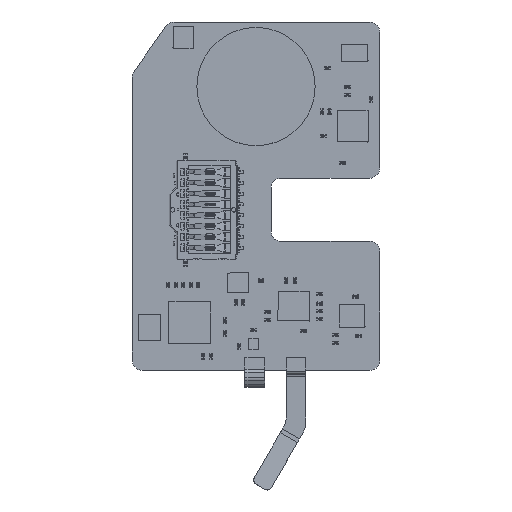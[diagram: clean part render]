
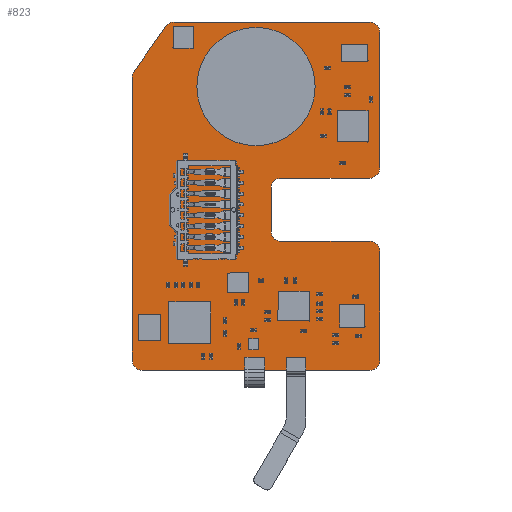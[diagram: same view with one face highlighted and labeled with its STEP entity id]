
A CAD part, top view. The second image highlights one B-rep face of the part: STEP entity #823.
In plain terms, the highlighted planar face has unit normal (0, 0, 1).
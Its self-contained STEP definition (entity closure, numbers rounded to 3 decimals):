
#196 = VERTEX_POINT('',#197);
#197 = CARTESIAN_POINT('',(17.335,16.757,0.611));
#203 = EDGE_CURVE('',#196,#204,#206,.T.);
#204 = VERTEX_POINT('',#205);
#205 = CARTESIAN_POINT('',(16.278,17.815,0.611));
#206 = CIRCLE('',#207,1.058);
#207 = AXIS2_PLACEMENT_3D('',#208,#209,#210);
#208 = CARTESIAN_POINT('',(17.336,17.815,0.611));
#209 = DIRECTION('',(0.,0.,-1.));
#210 = DIRECTION('',(-0.001,-1.,-0.));
#236 = EDGE_CURVE('',#204,#237,#239,.T.);
#237 = VERTEX_POINT('',#238);
#238 = CARTESIAN_POINT('',(16.278,46.52,0.611));
#239 = LINE('',#240,#241);
#240 = CARTESIAN_POINT('',(16.278,17.815,0.611));
#241 = VECTOR('',#242,1.);
#242 = DIRECTION('',(0.,1.,0.));
#267 = EDGE_CURVE('',#237,#268,#270,.T.);
#268 = VERTEX_POINT('',#269);
#269 = CARTESIAN_POINT('',(16.469,47.125,0.611));
#270 = CIRCLE('',#271,1.057);
#271 = AXIS2_PLACEMENT_3D('',#272,#273,#274);
#272 = CARTESIAN_POINT('',(17.335,46.519,0.611));
#273 = DIRECTION('',(0.,0.,-1.));
#274 = DIRECTION('',(-1.,0.001,0.));
#300 = EDGE_CURVE('',#268,#301,#303,.T.);
#301 = VERTEX_POINT('',#302);
#302 = CARTESIAN_POINT('',(19.658,51.679,0.611));
#303 = LINE('',#304,#305);
#304 = CARTESIAN_POINT('',(16.469,47.125,0.611));
#305 = VECTOR('',#306,1.);
#306 = DIRECTION('',(0.574,0.819,0.));
#331 = EDGE_CURVE('',#301,#332,#334,.T.);
#332 = VERTEX_POINT('',#333);
#333 = CARTESIAN_POINT('',(20.522,52.129,0.611));
#334 = CIRCLE('',#335,1.053);
#335 = AXIS2_PLACEMENT_3D('',#336,#337,#338);
#336 = CARTESIAN_POINT('',(20.521,51.076,0.611));
#337 = DIRECTION('',(0.,0.,-1.));
#338 = DIRECTION('',(-0.82,0.573,0.));
#364 = EDGE_CURVE('',#332,#365,#367,.T.);
#365 = VERTEX_POINT('',#366);
#366 = CARTESIAN_POINT('',(40.334,52.129,0.611));
#367 = LINE('',#368,#369);
#368 = CARTESIAN_POINT('',(20.522,52.129,0.611));
#369 = VECTOR('',#370,1.);
#370 = DIRECTION('',(1.,0.,0.));
#395 = EDGE_CURVE('',#365,#396,#398,.T.);
#396 = VERTEX_POINT('',#397);
#397 = CARTESIAN_POINT('',(41.39,51.073,0.611));
#398 = CIRCLE('',#399,1.055);
#399 = AXIS2_PLACEMENT_3D('',#400,#401,#402);
#400 = CARTESIAN_POINT('',(40.335,51.074,0.611));
#401 = DIRECTION('',(0.,0.,-1.));
#402 = DIRECTION('',(-0.001,1.,0.));
#428 = EDGE_CURVE('',#396,#429,#431,.T.);
#429 = VERTEX_POINT('',#430);
#430 = CARTESIAN_POINT('',(41.39,37.324,0.611));
#431 = LINE('',#432,#433);
#432 = CARTESIAN_POINT('',(41.39,51.073,0.611));
#433 = VECTOR('',#434,1.);
#434 = DIRECTION('',(0.,-1.,0.));
#459 = EDGE_CURVE('',#429,#460,#462,.T.);
#460 = VERTEX_POINT('',#461);
#461 = CARTESIAN_POINT('',(40.334,36.268,0.611));
#462 = CIRCLE('',#463,1.057);
#463 = AXIS2_PLACEMENT_3D('',#464,#465,#466);
#464 = CARTESIAN_POINT('',(40.333,37.325,0.611));
#465 = DIRECTION('',(0.,0.,-1.));
#466 = DIRECTION('',(1.,-0.001,0.));
#492 = EDGE_CURVE('',#460,#493,#495,.T.);
#493 = VERTEX_POINT('',#494);
#494 = CARTESIAN_POINT('',(31.334,36.268,0.611));
#495 = LINE('',#496,#497);
#496 = CARTESIAN_POINT('',(40.334,36.268,0.611));
#497 = VECTOR('',#498,1.);
#498 = DIRECTION('',(-1.,0.,0.));
#523 = EDGE_CURVE('',#493,#524,#526,.T.);
#524 = VERTEX_POINT('',#525);
#525 = CARTESIAN_POINT('',(30.39,35.324,0.611));
#526 = CIRCLE('',#527,0.942);
#527 = AXIS2_PLACEMENT_3D('',#528,#529,#530);
#528 = CARTESIAN_POINT('',(31.332,35.326,0.611));
#529 = DIRECTION('',(0.,0.,1.));
#530 = DIRECTION('',(0.002,1.,-0.));
#556 = EDGE_CURVE('',#524,#557,#559,.T.);
#557 = VERTEX_POINT('',#558);
#558 = CARTESIAN_POINT('',(30.39,30.824,0.611));
#559 = LINE('',#560,#561);
#560 = CARTESIAN_POINT('',(30.39,35.324,0.611));
#561 = VECTOR('',#562,1.);
#562 = DIRECTION('',(0.,-1.,0.));
#587 = EDGE_CURVE('',#557,#588,#590,.T.);
#588 = VERTEX_POINT('',#589);
#589 = CARTESIAN_POINT('',(31.334,29.88,0.611));
#590 = CIRCLE('',#591,0.942);
#591 = AXIS2_PLACEMENT_3D('',#592,#593,#594);
#592 = CARTESIAN_POINT('',(31.332,30.822,0.611));
#593 = DIRECTION('',(0.,0.,1.));
#594 = DIRECTION('',(-1.,0.002,0.));
#620 = EDGE_CURVE('',#588,#621,#623,.T.);
#621 = VERTEX_POINT('',#622);
#622 = CARTESIAN_POINT('',(40.334,29.88,0.611));
#623 = LINE('',#624,#625);
#624 = CARTESIAN_POINT('',(31.334,29.88,0.611));
#625 = VECTOR('',#626,1.);
#626 = DIRECTION('',(1.,0.,0.));
#651 = EDGE_CURVE('',#621,#652,#654,.T.);
#652 = VERTEX_POINT('',#653);
#653 = CARTESIAN_POINT('',(41.39,28.824,0.611));
#654 = CIRCLE('',#655,1.055);
#655 = AXIS2_PLACEMENT_3D('',#656,#657,#658);
#656 = CARTESIAN_POINT('',(40.335,28.825,0.611));
#657 = DIRECTION('',(0.,0.,-1.));
#658 = DIRECTION('',(-0.001,1.,0.));
#684 = EDGE_CURVE('',#652,#685,#687,.T.);
#685 = VERTEX_POINT('',#686);
#686 = CARTESIAN_POINT('',(41.39,17.782,0.611));
#687 = LINE('',#688,#689);
#688 = CARTESIAN_POINT('',(41.39,28.824,0.611));
#689 = VECTOR('',#690,1.);
#690 = DIRECTION('',(0.,-1.,0.));
#715 = EDGE_CURVE('',#685,#716,#718,.T.);
#716 = VERTEX_POINT('',#717);
#717 = CARTESIAN_POINT('',(40.37,16.761,0.611));
#718 = CIRCLE('',#719,1.023);
#719 = AXIS2_PLACEMENT_3D('',#720,#721,#722);
#720 = CARTESIAN_POINT('',(40.367,17.784,0.611));
#721 = DIRECTION('',(0.,0.,-1.));
#722 = DIRECTION('',(1.,-0.002,0.));
#748 = EDGE_CURVE('',#716,#749,#751,.T.);
#749 = VERTEX_POINT('',#750);
#750 = CARTESIAN_POINT('',(40.336,16.759,0.611));
#751 = LINE('',#752,#753);
#752 = CARTESIAN_POINT('',(40.37,16.761,0.611));
#753 = VECTOR('',#754,1.);
#754 = DIRECTION('',(-0.998,-0.059,0.));
#779 = EDGE_CURVE('',#749,#196,#780,.T.);
#780 = LINE('',#781,#782);
#781 = CARTESIAN_POINT('',(40.336,16.759,0.611));
#782 = VECTOR('',#783,1.);
#783 = DIRECTION('',(-1.,0.,0.));
#823 = ADVANCED_FACE('',(#824),#845,.F.);
#824 = FACE_BOUND('',#825,.F.);
#825 = EDGE_LOOP('',(#826,#827,#828,#829,#830,#831,#832,#833,#834,#835,
    #836,#837,#838,#839,#840,#841,#842,#843,#844));
#826 = ORIENTED_EDGE('',*,*,#203,.T.);
#827 = ORIENTED_EDGE('',*,*,#236,.T.);
#828 = ORIENTED_EDGE('',*,*,#267,.T.);
#829 = ORIENTED_EDGE('',*,*,#300,.T.);
#830 = ORIENTED_EDGE('',*,*,#331,.T.);
#831 = ORIENTED_EDGE('',*,*,#364,.T.);
#832 = ORIENTED_EDGE('',*,*,#395,.T.);
#833 = ORIENTED_EDGE('',*,*,#428,.T.);
#834 = ORIENTED_EDGE('',*,*,#459,.T.);
#835 = ORIENTED_EDGE('',*,*,#492,.T.);
#836 = ORIENTED_EDGE('',*,*,#523,.T.);
#837 = ORIENTED_EDGE('',*,*,#556,.T.);
#838 = ORIENTED_EDGE('',*,*,#587,.T.);
#839 = ORIENTED_EDGE('',*,*,#620,.T.);
#840 = ORIENTED_EDGE('',*,*,#651,.T.);
#841 = ORIENTED_EDGE('',*,*,#684,.T.);
#842 = ORIENTED_EDGE('',*,*,#715,.T.);
#843 = ORIENTED_EDGE('',*,*,#748,.T.);
#844 = ORIENTED_EDGE('',*,*,#779,.T.);
#845 = PLANE('',#846);
#846 = AXIS2_PLACEMENT_3D('',#847,#848,#849);
#847 = CARTESIAN_POINT('',(29.591,33.939,0.611));
#848 = DIRECTION('',(-0.,-0.,-1.));
#849 = DIRECTION('',(-1.,0.,0.));
